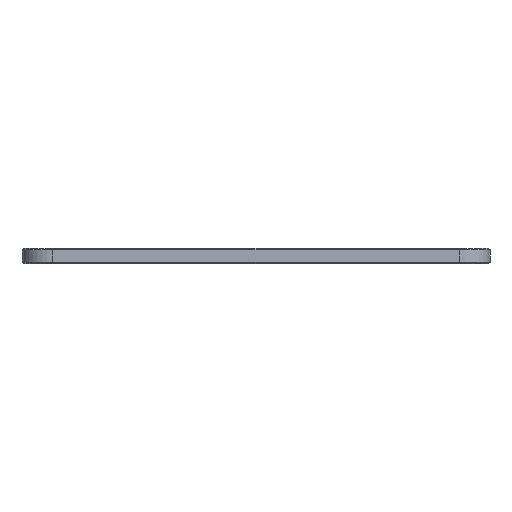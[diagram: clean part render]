
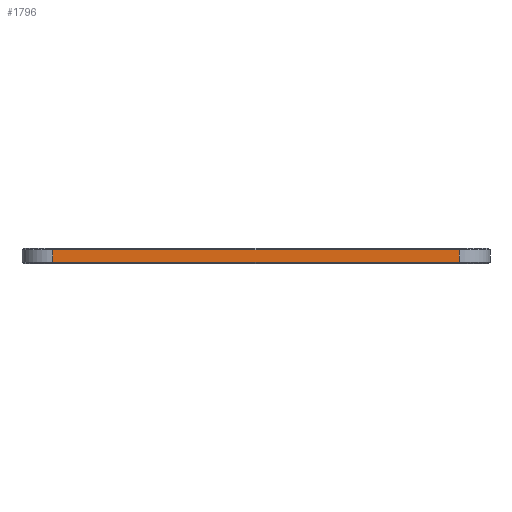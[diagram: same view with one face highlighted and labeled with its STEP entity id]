
A CAD part, front view. The second image highlights one B-rep face of the part: STEP entity #1796.
In plain terms, the highlighted planar face has unit normal (0, -1, 0).
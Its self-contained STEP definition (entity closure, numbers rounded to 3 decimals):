
#81 = VERTEX_POINT ( 'NONE', #2244 ) ;
#111 = DIRECTION ( 'NONE',  ( 0., 0., 1. ) ) ;
#120 = ORIENTED_EDGE ( 'NONE', *, *, #860, .T. ) ;
#127 = CARTESIAN_POINT ( 'NONE',  ( 66.4, -101.9, 5. ) ) ;
#215 = LINE ( 'NONE', #127, #2503 ) ;
#296 = DIRECTION ( 'NONE',  ( 0., 0., 1. ) ) ;
#416 = VERTEX_POINT ( 'NONE', #2638 ) ;
#503 = LINE ( 'NONE', #1874, #3006 ) ;
#579 = VECTOR ( 'NONE', #2772, 1000. ) ;
#710 = EDGE_LOOP ( 'NONE', ( #2257, #120, #1885, #2996 ) ) ;
#784 = AXIS2_PLACEMENT_3D ( 'NONE', #1657, #1192, #296 ) ;
#813 = VERTEX_POINT ( 'NONE', #1383 ) ;
#860 = EDGE_CURVE ( 'NONE', #813, #2412, #2831, .T. ) ;
#1156 = FACE_OUTER_BOUND ( 'NONE', #710, .T. ) ;
#1192 = DIRECTION ( 'NONE',  ( 0., 1., 0. ) ) ;
#1357 = EDGE_CURVE ( 'NONE', #2412, #81, #2944, .T. ) ;
#1383 = CARTESIAN_POINT ( 'NONE',  ( 66.4, -101.9, 4.6 ) ) ;
#1386 = CARTESIAN_POINT ( 'NONE',  ( -66.4, -101.9, 4.6 ) ) ;
#1408 = CARTESIAN_POINT ( 'NONE',  ( -66.4, -101.9, 4.6 ) ) ;
#1571 = CARTESIAN_POINT ( 'NONE',  ( -66.4, -101.9, 5. ) ) ;
#1657 = CARTESIAN_POINT ( 'NONE',  ( -76.4, -101.9, 5. ) ) ;
#1796 = ADVANCED_FACE ( 'NONE', ( #1156 ), #2826, .F. ) ;
#1874 = CARTESIAN_POINT ( 'NONE',  ( -76.4, -101.9, 0.4 ) ) ;
#1885 = ORIENTED_EDGE ( 'NONE', *, *, #1357, .T. ) ;
#2023 = DIRECTION ( 'NONE',  ( 0., 0., -1. ) ) ;
#2129 = DIRECTION ( 'NONE',  ( 1., 0., 0. ) ) ;
#2244 = CARTESIAN_POINT ( 'NONE',  ( -66.4, -101.9, 0.4 ) ) ;
#2257 = ORIENTED_EDGE ( 'NONE', *, *, #2818, .T. ) ;
#2353 = VECTOR ( 'NONE', #2023, 1000. ) ;
#2412 = VERTEX_POINT ( 'NONE', #1386 ) ;
#2452 = EDGE_CURVE ( 'NONE', #81, #416, #503, .T. ) ;
#2503 = VECTOR ( 'NONE', #111, 1000. ) ;
#2638 = CARTESIAN_POINT ( 'NONE',  ( 66.4, -101.9, 0.4 ) ) ;
#2772 = DIRECTION ( 'NONE',  ( -1., 0., 0. ) ) ;
#2818 = EDGE_CURVE ( 'NONE', #416, #813, #215, .T. ) ;
#2826 = PLANE ( 'NONE',  #784 ) ;
#2831 = LINE ( 'NONE', #1408, #579 ) ;
#2944 = LINE ( 'NONE', #1571, #2353 ) ;
#2996 = ORIENTED_EDGE ( 'NONE', *, *, #2452, .T. ) ;
#3006 = VECTOR ( 'NONE', #2129, 1000. ) ;
